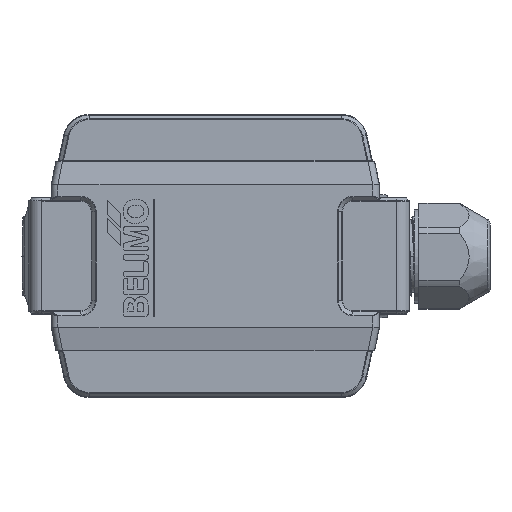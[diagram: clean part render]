
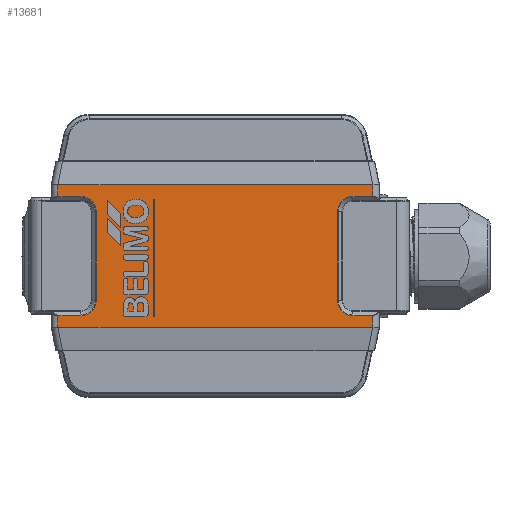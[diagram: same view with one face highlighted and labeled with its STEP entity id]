
A CAD part, top view. The second image highlights one B-rep face of the part: STEP entity #13681.
In plain terms, the highlighted planar face has unit normal (0, 0, 1).
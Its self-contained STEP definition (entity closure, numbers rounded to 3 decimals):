
#10367=FACE_OUTER_BOUND('',#17004,.T.);
#13681=ADVANCED_FACE('',(#10367),#14489,.T.);
#14489=PLANE('',#51445);
#17004=EDGE_LOOP('',(#33029,#33030,#33031,#33032,#33033,#33034,#33035,#33036,
#33037,#33038,#33039,#33040,#33041,#33042,#33043,#33044));
#18709=LINE('',#109375,#20253);
#18710=LINE('',#109377,#20254);
#18711=LINE('',#109379,#20255);
#18712=LINE('',#109381,#20256);
#18713=LINE('',#109383,#20257);
#18714=LINE('',#109387,#20258);
#18715=LINE('',#109391,#20259);
#18716=LINE('',#109393,#20260);
#18717=LINE('',#109395,#20261);
#18718=LINE('',#109397,#20262);
#18719=LINE('',#109399,#20263);
#18720=LINE('',#109403,#20264);
#20253=VECTOR('',#60846,1.);
#20254=VECTOR('',#60847,1.);
#20255=VECTOR('',#60848,1.);
#20256=VECTOR('',#60849,1.);
#20257=VECTOR('',#60850,1.);
#20258=VECTOR('',#60853,1.);
#20259=VECTOR('',#60856,1.);
#20260=VECTOR('',#60857,1.);
#20261=VECTOR('',#60858,1.);
#20262=VECTOR('',#60859,1.);
#20263=VECTOR('',#60860,1.);
#20264=VECTOR('',#60863,1.);
#22620=CIRCLE('',#51441,3.583);
#22621=CIRCLE('',#51442,3.583);
#22622=CIRCLE('',#51443,3.583);
#22623=CIRCLE('',#51444,3.583);
#33029=ORIENTED_EDGE('',*,*,#43926,.T.);
#33030=ORIENTED_EDGE('',*,*,#43927,.T.);
#33031=ORIENTED_EDGE('',*,*,#43928,.T.);
#33032=ORIENTED_EDGE('',*,*,#43929,.F.);
#33033=ORIENTED_EDGE('',*,*,#43930,.T.);
#33034=ORIENTED_EDGE('',*,*,#43931,.T.);
#33035=ORIENTED_EDGE('',*,*,#43932,.T.);
#33036=ORIENTED_EDGE('',*,*,#43933,.T.);
#33037=ORIENTED_EDGE('',*,*,#43934,.T.);
#33038=ORIENTED_EDGE('',*,*,#43935,.T.);
#33039=ORIENTED_EDGE('',*,*,#43936,.F.);
#33040=ORIENTED_EDGE('',*,*,#43937,.T.);
#33041=ORIENTED_EDGE('',*,*,#43938,.F.);
#33042=ORIENTED_EDGE('',*,*,#43939,.T.);
#33043=ORIENTED_EDGE('',*,*,#43940,.T.);
#33044=ORIENTED_EDGE('',*,*,#43941,.T.);
#38298=VERTEX_POINT('',#109373);
#38299=VERTEX_POINT('',#109374);
#38300=VERTEX_POINT('',#109376);
#38301=VERTEX_POINT('',#109378);
#38302=VERTEX_POINT('',#109380);
#38303=VERTEX_POINT('',#109382);
#38304=VERTEX_POINT('',#109384);
#38305=VERTEX_POINT('',#109386);
#38306=VERTEX_POINT('',#109388);
#38307=VERTEX_POINT('',#109390);
#38308=VERTEX_POINT('',#109392);
#38309=VERTEX_POINT('',#109394);
#38310=VERTEX_POINT('',#109396);
#38311=VERTEX_POINT('',#109398);
#38312=VERTEX_POINT('',#109400);
#38313=VERTEX_POINT('',#109402);
#43926=EDGE_CURVE('',#38298,#38299,#22620,.T.);
#43927=EDGE_CURVE('',#38299,#38300,#18709,.T.);
#43928=EDGE_CURVE('',#38300,#38301,#18710,.T.);
#43929=EDGE_CURVE('',#38302,#38301,#18711,.T.);
#43930=EDGE_CURVE('',#38302,#38303,#18712,.T.);
#43931=EDGE_CURVE('',#38303,#38304,#18713,.T.);
#43932=EDGE_CURVE('',#38304,#38305,#22621,.T.);
#43933=EDGE_CURVE('',#38305,#38306,#18714,.T.);
#43934=EDGE_CURVE('',#38306,#38307,#22622,.T.);
#43935=EDGE_CURVE('',#38307,#38308,#18715,.T.);
#43936=EDGE_CURVE('',#38309,#38308,#18716,.T.);
#43937=EDGE_CURVE('',#38309,#38310,#18717,.T.);
#43938=EDGE_CURVE('',#38311,#38310,#18718,.T.);
#43939=EDGE_CURVE('',#38311,#38312,#18719,.T.);
#43940=EDGE_CURVE('',#38312,#38313,#22623,.T.);
#43941=EDGE_CURVE('',#38313,#38298,#18720,.T.);
#51441=AXIS2_PLACEMENT_3D('',#109372,#60844,#60845);
#51442=AXIS2_PLACEMENT_3D('',#109385,#60851,#60852);
#51443=AXIS2_PLACEMENT_3D('',#109389,#60854,#60855);
#51444=AXIS2_PLACEMENT_3D('',#109401,#60861,#60862);
#51445=AXIS2_PLACEMENT_3D('',#109404,#60864,#60865);
#60844=DIRECTION('',(0.,0.,-1.));
#60845=DIRECTION('',(1.,0.,0.));
#60846=DIRECTION('',(-1.,0.,0.));
#60847=DIRECTION('',(0.,-1.,0.));
#60848=DIRECTION('',(-1.,0.,0.));
#60849=DIRECTION('',(0.,1.,0.));
#60850=DIRECTION('',(-1.,0.,0.));
#60851=DIRECTION('',(0.,0.,-1.));
#60852=DIRECTION('',(1.,0.,0.));
#60853=DIRECTION('',(0.,1.,0.));
#60854=DIRECTION('',(0.,0.,-1.));
#60855=DIRECTION('',(1.,0.,0.));
#60856=DIRECTION('',(1.,0.,0.));
#60857=DIRECTION('',(0.,-1.,0.));
#60858=DIRECTION('',(-1.,0.,0.));
#60859=DIRECTION('',(0.,1.,0.));
#60860=DIRECTION('',(1.,0.,0.));
#60861=DIRECTION('',(0.,0.,-1.));
#60862=DIRECTION('',(1.,0.,0.));
#60863=DIRECTION('',(0.,-1.,0.));
#60864=DIRECTION('',(0.,0.,1.));
#60865=DIRECTION('',(-1.,0.,0.));
#109372=CARTESIAN_POINT('',(-53.871,-15.262,24.77));
#109373=CARTESIAN_POINT('',(-50.288,-15.262,24.77));
#109374=CARTESIAN_POINT('',(-53.871,-18.845,24.77));
#109375=CARTESIAN_POINT('',(-53.871,-18.845,24.77));
#109376=CARTESIAN_POINT('',(-59.155,-18.845,24.77));
#109377=CARTESIAN_POINT('',(-59.155,-18.845,24.77));
#109378=CARTESIAN_POINT('',(-59.155,-21.512,24.77));
#109379=CARTESIAN_POINT('',(13.813,-21.512,24.77));
#109380=CARTESIAN_POINT('',(13.813,-21.512,24.77));
#109381=CARTESIAN_POINT('',(13.813,-21.512,24.77));
#109382=CARTESIAN_POINT('',(13.813,-18.845,24.77));
#109383=CARTESIAN_POINT('',(13.813,-18.845,24.77));
#109384=CARTESIAN_POINT('',(9.229,-18.845,24.77));
#109385=CARTESIAN_POINT('',(9.229,-15.262,24.77));
#109386=CARTESIAN_POINT('',(5.646,-15.262,24.77));
#109387=CARTESIAN_POINT('',(5.646,-15.262,24.77));
#109388=CARTESIAN_POINT('',(5.646,5.238,24.77));
#109389=CARTESIAN_POINT('',(9.229,5.238,24.77));
#109390=CARTESIAN_POINT('',(9.229,8.821,24.77));
#109391=CARTESIAN_POINT('',(9.229,8.821,24.77));
#109392=CARTESIAN_POINT('',(13.813,8.821,24.77));
#109393=CARTESIAN_POINT('',(13.813,11.488,24.77));
#109394=CARTESIAN_POINT('',(13.813,11.488,24.77));
#109395=CARTESIAN_POINT('',(13.813,11.488,24.77));
#109396=CARTESIAN_POINT('',(-59.155,11.488,24.77));
#109397=CARTESIAN_POINT('',(-59.155,8.821,24.77));
#109398=CARTESIAN_POINT('',(-59.155,8.821,24.77));
#109399=CARTESIAN_POINT('',(-59.155,8.821,24.77));
#109400=CARTESIAN_POINT('',(-53.871,8.821,24.77));
#109401=CARTESIAN_POINT('',(-53.871,5.238,24.77));
#109402=CARTESIAN_POINT('',(-50.288,5.238,24.77));
#109403=CARTESIAN_POINT('',(-50.288,5.238,24.77));
#109404=CARTESIAN_POINT('',(9.229,-15.262,24.77));
